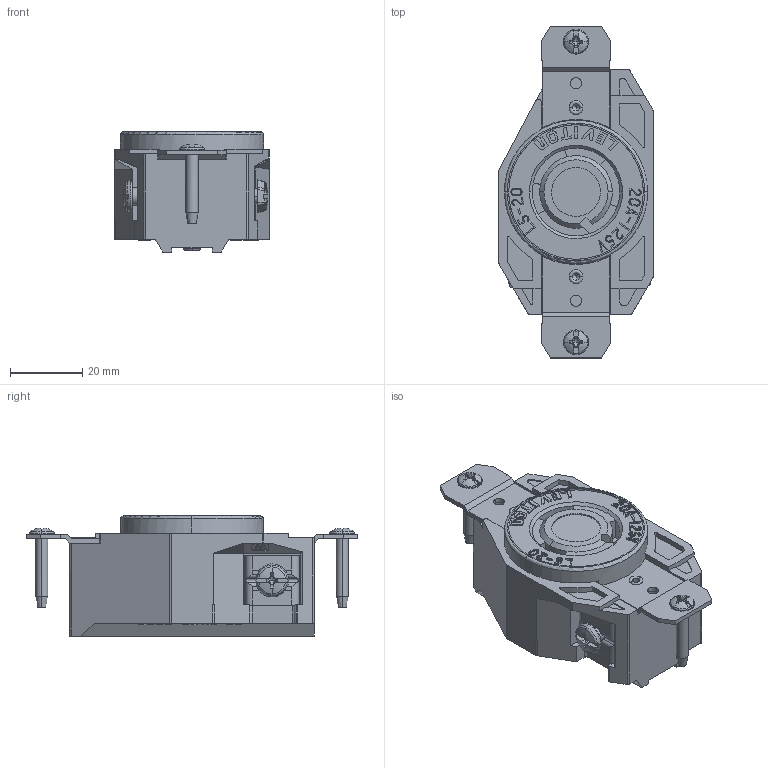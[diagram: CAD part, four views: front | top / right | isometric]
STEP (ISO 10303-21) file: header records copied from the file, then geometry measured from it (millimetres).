
FILE_DESCRIPTION (( 'STEP AP214' ), '1' );
FILE_NAME ('CATSTD-02310-0XX-M01.STEP', '2020-09-22T12:36:19', ( '' ), ( '' ), 'SwSTEP 2.0', 'SolidWorks 2020', '' );
FILE_SCHEMA (( 'AUTOMOTIVE_DESIGN' ));
Length unit declared in the file: inch
Products named in the file (1): CATSTD-02310-0XX-M01
Bounding box: 42.85 x 92.08 x 33.32 mm (x, y, z)
Surface area: 20041.7 mm2 (no closed solid volume)
Topology: 0 solids, 4 shells, 1384 faces, 3783 edges, 2468 vertices
Faces by surface type: plane 882, cylinder 352, cone 81, torus 50, sphere 19
Entity records: 71124 total; most frequent: CARTESIAN_POINT 25645, ORIENTED_EDGE 7542, EDGE_CURVE 3773, B_SPLINE_CURVE_WITH_KNOTS 3751, DIRECTION 2804, VERTEX_POINT 2468, EDGE_LOOP 1485, AXIS2_PLACEMENT_3D 1397
